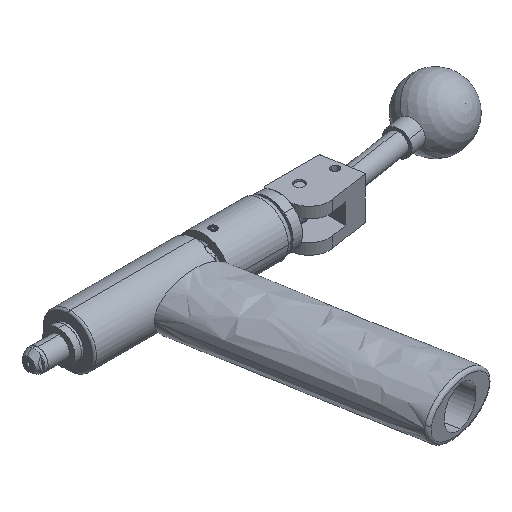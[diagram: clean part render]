
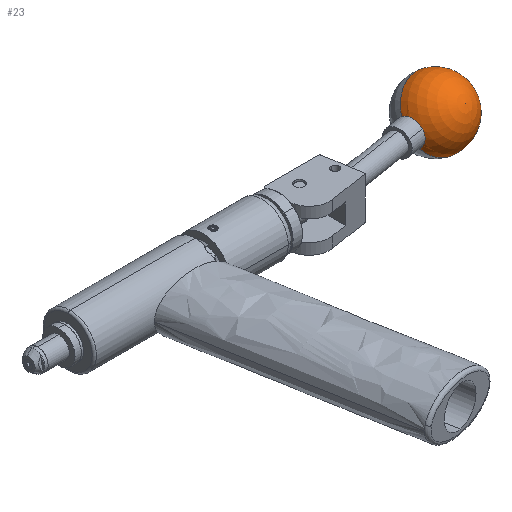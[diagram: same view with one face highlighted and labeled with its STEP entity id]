
A CAD part, isometric view. The second image highlights one B-rep face of the part: STEP entity #23.
In plain terms, the highlighted spherical face has radius 15.875 mm.
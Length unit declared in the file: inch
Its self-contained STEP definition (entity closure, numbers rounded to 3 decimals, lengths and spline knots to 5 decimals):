
#23 = ADVANCED_FACE ( 'NONE', ( #11238 ), #2886, .T. ) ;
#133 = CIRCLE ( 'NONE', #13998, 0.625 ) ;
#630 = EDGE_LOOP ( 'NONE', ( #13938, #11458, #7072, #10675 ) ) ;
#1220 = VERTEX_POINT ( 'NONE', #4631 ) ;
#1273 = CARTESIAN_POINT ( 'NONE',  ( 7.15539, 0.28004, 0. ) ) ;
#2300 = DIRECTION ( 'NONE',  ( -0.127, 0.801, -0.585 ) ) ;
#2394 = VERTEX_POINT ( 'NONE', #15965 ) ;
#2633 = AXIS2_PLACEMENT_3D ( 'NONE', #1273, #12801, #7993 ) ;
#2840 = CARTESIAN_POINT ( 'NONE',  ( 7.15539, 0.28004, 0. ) ) ;
#2886 = SPHERICAL_SURFACE ( 'NONE', #2633, 0.625 ) ;
#3303 = CIRCLE ( 'NONE', #14749, 0.625 ) ;
#4044 = VERTEX_POINT ( 'NONE', #8429 ) ;
#4631 = CARTESIAN_POINT ( 'NONE',  ( 7.7727, 0.37782, 0. ) ) ;
#5178 = CARTESIAN_POINT ( 'NONE',  ( 6.58962, 0.19044, 0. ) ) ;
#5836 = AXIS2_PLACEMENT_3D ( 'NONE', #5178, #9217, #8962 ) ;
#7072 = ORIENTED_EDGE ( 'NONE', *, *, #16093, .T. ) ;
#7948 = DIRECTION ( 'NONE',  ( 0.127, -0.801, 0.585 ) ) ;
#7993 = DIRECTION ( 'NONE',  ( 0.092, -0.578, -0.811 ) ) ;
#8429 = CARTESIAN_POINT ( 'NONE',  ( 6.6125, 0.04597, -0.20274 ) ) ;
#8733 = AXIS2_PLACEMENT_3D ( 'NONE', #13718, #9903, #16121 ) ;
#8962 = DIRECTION ( 'NONE',  ( 0.127, -0.801, 0.585 ) ) ;
#9051 = CIRCLE ( 'NONE', #5836, 0.25 ) ;
#9217 = DIRECTION ( 'NONE',  ( 0.988, 0.156, 0. ) ) ;
#9903 = DIRECTION ( 'NONE',  ( 0.988, 0.156, 0. ) ) ;
#10675 = ORIENTED_EDGE ( 'NONE', *, *, #12256, .T. ) ;
#11238 = FACE_OUTER_BOUND ( 'NONE', #630, .T. ) ;
#11458 = ORIENTED_EDGE ( 'NONE', *, *, #14122, .T. ) ;
#12256 = EDGE_CURVE ( 'NONE', #2394, #4044, #9051, .T. ) ;
#12505 = CARTESIAN_POINT ( 'NONE',  ( 6.56674, 0.3349, 0.20274 ) ) ;
#12801 = DIRECTION ( 'NONE',  ( 0.127, -0.801, 0.585 ) ) ;
#13013 = DIRECTION ( 'NONE',  ( 0., -0.59, -0.808 ) ) ;
#13402 = DIRECTION ( 'NONE',  ( 0., 0.59, 0.808 ) ) ;
#13545 = EDGE_CURVE ( 'NONE', #1220, #4044, #3303, .T. ) ;
#13718 = CARTESIAN_POINT ( 'NONE',  ( 6.58962, 0.19044, 0. ) ) ;
#13938 = ORIENTED_EDGE ( 'NONE', *, *, #13545, .F. ) ;
#13998 = AXIS2_PLACEMENT_3D ( 'NONE', #2840, #7948, #13013 ) ;
#14122 = EDGE_CURVE ( 'NONE', #1220, #14489, #133, .T. ) ;
#14489 = VERTEX_POINT ( 'NONE', #12505 ) ;
#14728 = CARTESIAN_POINT ( 'NONE',  ( 7.15539, 0.28004, 0. ) ) ;
#14749 = AXIS2_PLACEMENT_3D ( 'NONE', #14728, #2300, #13402 ) ;
#15896 = CIRCLE ( 'NONE', #8733, 0.25 ) ;
#15965 = CARTESIAN_POINT ( 'NONE',  ( 6.62134, -0.00981, 0.14627 ) ) ;
#16093 = EDGE_CURVE ( 'NONE', #14489, #2394, #15896, .T. ) ;
#16121 = DIRECTION ( 'NONE',  ( 0.127, -0.801, 0.585 ) ) ;
